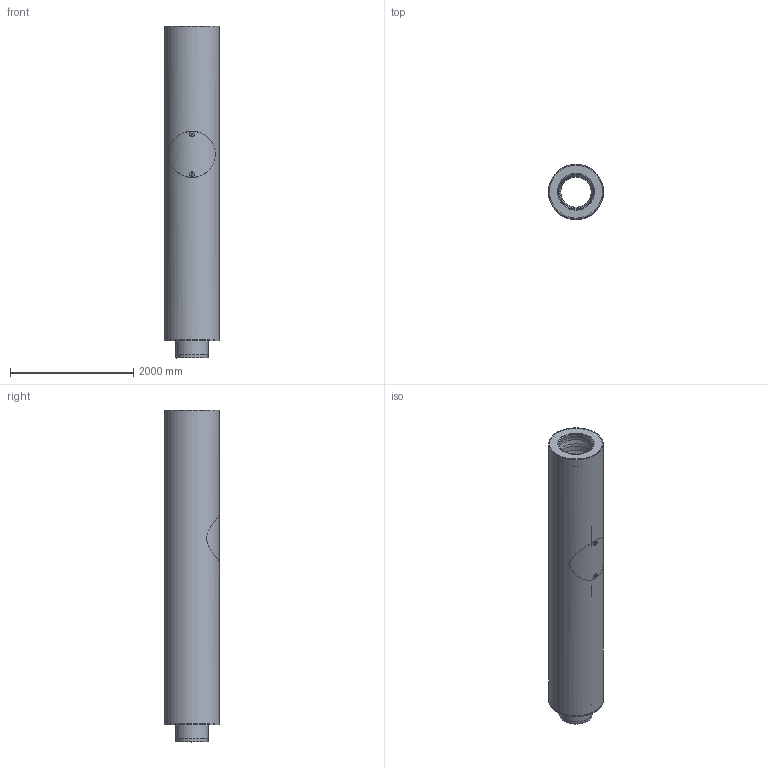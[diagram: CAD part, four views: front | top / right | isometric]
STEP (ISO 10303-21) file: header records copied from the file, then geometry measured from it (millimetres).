
FILE_DESCRIPTION(/* description */ (''),/* implementation_level */ '2;1');
FILE_NAME(/* name */ '58057.050X_3D.stp',/* time_stamp */ '2024-12-12T09:48:33+01:00',/* author */ ('CAD'),/* organization */ (''),/* preprocessor_version */ 'ST-DEVELOPER v20',/* originating_system */ 'AutoCAD Mechanical',/* authorisation */ '');
FILE_SCHEMA (('AUTOMOTIVE_DESIGN { 1 0 10303 214 3 1 1 }'));
Length unit declared in the file: centimetre
Products named in the file (2): Product; *S0
Assembly tree (1 placements, depth 2):
  Product
    *S0
Bounding box: 890 x 890 x 5380.01 mm (x, y, z)
Volume: 2135129300.5 mm3; surface area: 72279560.1 mm2
Topology: 13 solids, 13 shells, 179 faces, 417 edges, 273 vertices
Faces by surface type: plane 101, cylinder 34, cone 18, bspline 17, torus 9
Full cylindrical faces by diameter (mm): 40 x4, 80 x4, 390 x1, 500 x1, 520 x2, 530 x3, 560 x1, 590 x2, 598 x1, 600 x1, 630 x2, 749.98 x1, 750 x1, 770 x1, 858 x3, 890 x2
Entity records: 9165 total; most frequent: CARTESIAN_POINT 4934, DIRECTION 868, ORIENTED_EDGE 824, EDGE_CURVE 412, AXIS2_PLACEMENT_3D 322, VERTEX_POINT 269, LINE 224, VECTOR 224
